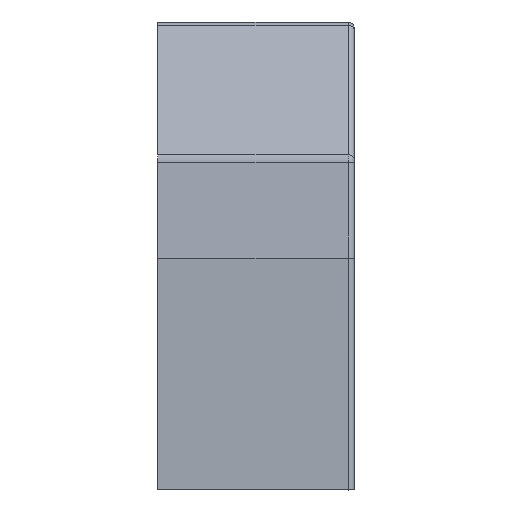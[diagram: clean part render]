
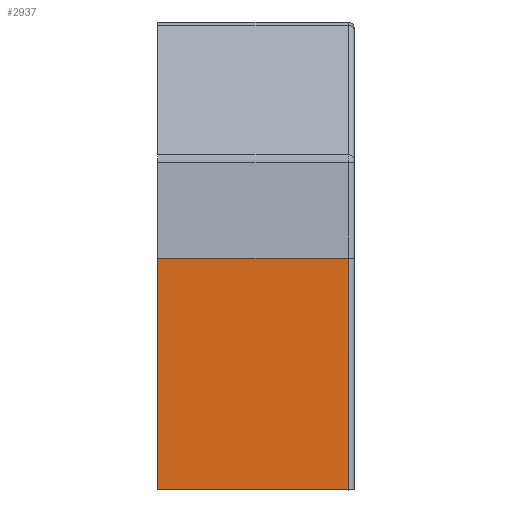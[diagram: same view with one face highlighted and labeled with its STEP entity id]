
A CAD part, front view. The second image highlights one B-rep face of the part: STEP entity #2937.
In plain terms, the highlighted planar face has unit normal (0, -1, 0).
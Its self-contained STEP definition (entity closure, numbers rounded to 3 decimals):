
#223=FACE_OUTER_BOUND('',#376,.T.);
#376=EDGE_LOOP('',(#2128,#2129,#2130,#2131));
#665=LINE('',#4425,#1014);
#666=LINE('',#4427,#1015);
#667=LINE('',#4429,#1016);
#668=LINE('',#4430,#1017);
#1014=VECTOR('',#3556,10.);
#1015=VECTOR('',#3557,10.);
#1016=VECTOR('',#3558,10.);
#1017=VECTOR('',#3559,10.);
#1309=VERTEX_POINT('',#4423);
#1310=VERTEX_POINT('',#4424);
#1311=VERTEX_POINT('',#4426);
#1312=VERTEX_POINT('',#4428);
#1643=EDGE_CURVE('',#1309,#1310,#665,.T.);
#1644=EDGE_CURVE('',#1311,#1309,#666,.F.);
#1645=EDGE_CURVE('',#1312,#1311,#667,.T.);
#1646=EDGE_CURVE('',#1312,#1310,#668,.T.);
#2128=ORIENTED_EDGE('',*,*,#1643,.F.);
#2129=ORIENTED_EDGE('',*,*,#1644,.F.);
#2130=ORIENTED_EDGE('',*,*,#1645,.F.);
#2131=ORIENTED_EDGE('',*,*,#1646,.T.);
#2828=PLANE('',#3104);
#2937=ADVANCED_FACE('',(#223),#2828,.T.);
#3104=AXIS2_PLACEMENT_3D('',#4422,#3554,#3555);
#3554=DIRECTION('center_axis',(0.,-1.,0.));
#3555=DIRECTION('ref_axis',(0.,0.,1.));
#3556=DIRECTION('',(0.,0.,1.));
#3557=DIRECTION('',(1.,0.,0.));
#3558=DIRECTION('',(0.,0.,-1.));
#3559=DIRECTION('',(-1.,0.,0.));
#4422=CARTESIAN_POINT('Origin',(161.704,92.255,130.061));
#4423=CARTESIAN_POINT('',(145.366,92.255,130.061));
#4424=CARTESIAN_POINT('',(145.366,92.255,149.32));
#4425=CARTESIAN_POINT('',(145.366,92.255,139.362));
#4426=CARTESIAN_POINT('',(161.204,92.255,130.061));
#4427=CARTESIAN_POINT('',(161.704,92.255,130.061));
#4428=CARTESIAN_POINT('',(161.204,92.255,149.32));
#4429=CARTESIAN_POINT('',(161.204,92.255,138.362));
#4430=CARTESIAN_POINT('',(161.704,92.255,149.32));
